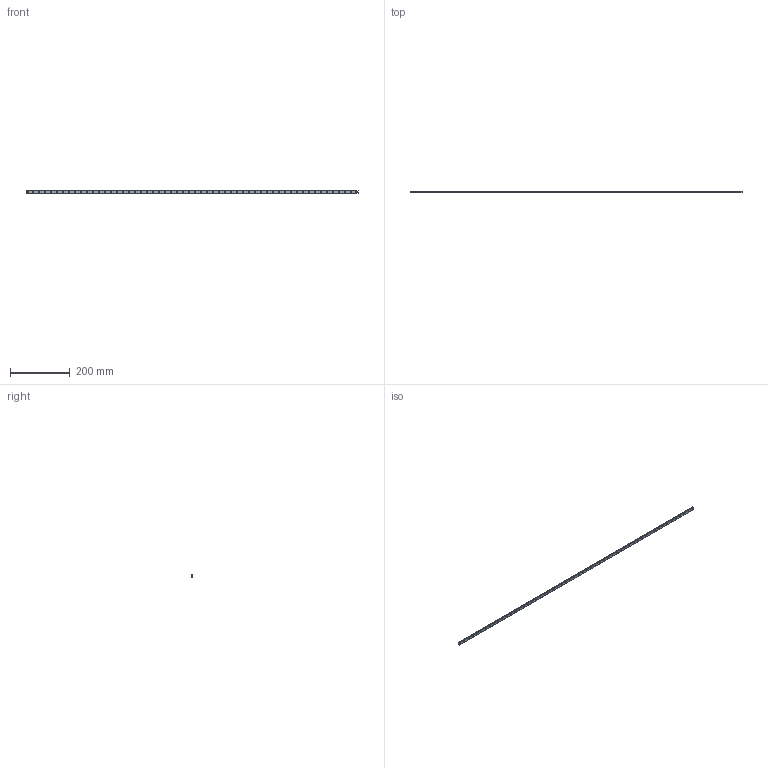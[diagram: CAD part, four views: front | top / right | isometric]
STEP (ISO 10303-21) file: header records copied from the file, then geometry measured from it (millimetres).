
FILE_DESCRIPTION (( 'STEP AP214' ), '1' );
FILE_NAME ('SRS9XGMSS-1110LTM_G5_0_0_0_0_0_1.STEP', '2021-08-13T09:46:30', ( '' ), ( '' ), 'SwSTEP 2.0', 'SolidWorks 2021', '' );
FILE_SCHEMA (( 'AUTOMOTIVE_DESIGN' ));
Length unit declared in the file: millimetre
Products named in the file (2): SRS9XGMSS-1110LTM_G5_0_0_0_0_0_1; _SRS9XGM11105 Track
Assembly tree (1 placements, depth 2):
  SRS9XGMSS-1110LTM_G5_0_0_0_0_0_1
    _SRS9XGM11105 Track
Bounding box: 1110 x 5.5 x 9 mm (x, y, z)
Volume: 44177.5 mm3; surface area: 35764.9 mm2
Topology: 1 solids, 1 shells, 309 faces, 753 edges, 502 vertices
Faces by surface type: cylinder 237, plane 72
Entity records: 9631 total; most frequent: DIRECTION 1853, CARTESIAN_POINT 1568, ORIENTED_EDGE 1506, AXIS2_PLACEMENT_3D 787, EDGE_CURVE 753, VERTEX_POINT 502, EDGE_LOOP 477, CIRCLE 474
